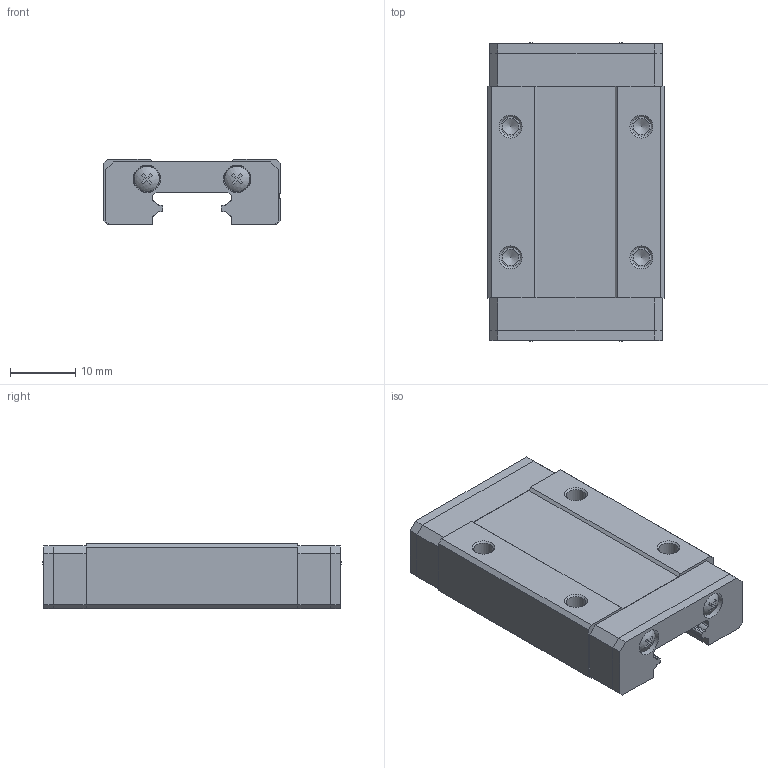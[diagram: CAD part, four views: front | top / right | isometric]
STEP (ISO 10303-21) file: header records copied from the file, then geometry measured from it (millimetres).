
FILE_DESCRIPTION(/* description */ ('STEP AP242','CAx-IF Rec.Pracs.---Representation and Presentation of Product Manufacturing Information (PMI)---4.0---2014-10-13','CAx-IF Rec.Pracs.---3D Tessellated Geometry---0.4---2014-09-14','2;1'),/* implementation_level */ '2;1');
FILE_NAME(/* name */ '6505a11532324b2a2dfbf531',/* time_stamp */ '2023-09-16T12:35:34Z',/* author */ (''),/* organization */ (''),/* preprocessor_version */ 'ST-DEVELOPER v19.4',/* originating_system */ ' ',/* authorisation */ ' ');
FILE_SCHEMA (('AP242_MANAGED_MODEL_BASED_3D_ENGINEERING_MIM_LF { 1 0 10303 442 1 1 4 }'));
Length unit declared in the file: metre
Products named in the file (9): Part 9; Part 8; Part 7; Part 6; Part 5; Part 4; Part 3; Part 2; Part 1
Bounding box: 27 x 45.58 x 10 mm (x, y, z)
Volume: 9162.8 mm3; surface area: 6158.2 mm2
Topology: 9 solids, 9 shells, 294 faces, 806 edges, 538 vertices
Faces by surface type: plane 185, cylinder 93, cone 12, sphere 4
Full cylindrical faces by diameter (mm): 2.5 x4, 3 x4, 4.2 x4
Entity records: 11059 total; most frequent: CARTESIAN_POINT 1723, DIRECTION 1564, ORIENTED_EDGE 1552, EDGE_CURVE 776, VERTEX_POINT 536, LINE 522, VECTOR 522, AXIS2_PLACEMENT_3D 521
